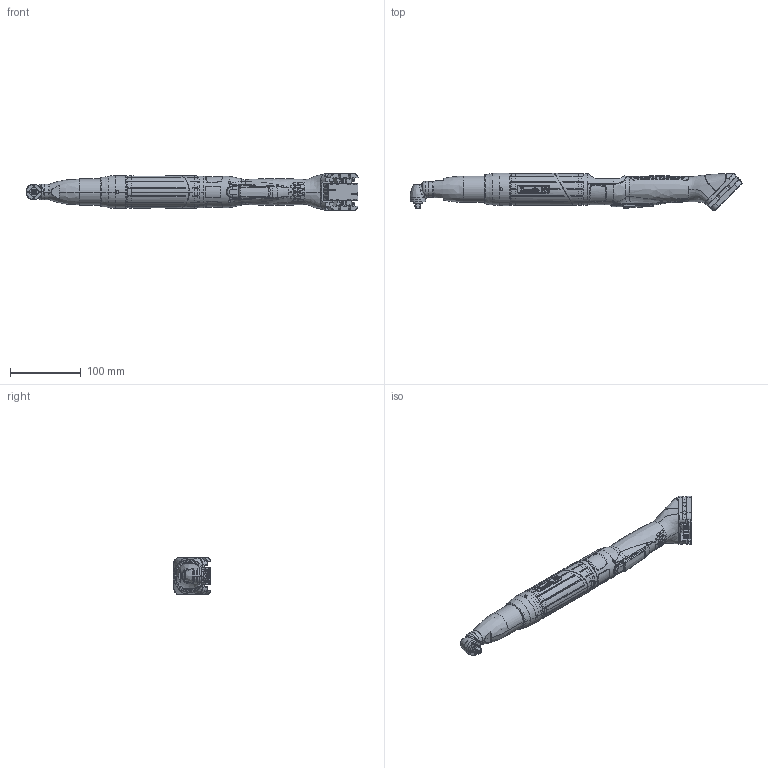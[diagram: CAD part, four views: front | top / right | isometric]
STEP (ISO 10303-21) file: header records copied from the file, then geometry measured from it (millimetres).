
FILE_DESCRIPTION((''),'2;1');
FILE_NAME('6151657310','2017-12-14T',('greextsd'),(''),'CREO PARAMETRIC BY PTC INC, 2017170','CREO PARAMETRIC BY PTC INC, 2017170','');
FILE_SCHEMA(('AUTOMOTIVE_DESIGN { 1 0 10303 214 1 1 1 1 }'));
Products named in the file (1): 6151657310
Bounding box: 469.48 x 53.63 x 52 mm (x, y, z)
Volume: 43006.4 mm3; surface area: 152991.5 mm2
Topology: 7 solids, 13 shells, 3936 faces, 10976 edges, 7166 vertices
Faces by surface type: plane 1559, cylinder 1023, bspline 448, extrusion 384, cone 356, torus 150, sphere 16
Entity records: 188749 total; most frequent: CARTESIAN_POINT 69808, ORIENTED_EDGE 21883, DIRECTION 15697, EDGE_CURVE 10947, VERTEX_POINT 7168, VECTOR 5273, AXIS2_PLACEMENT_3D 5212, LINE 4889
